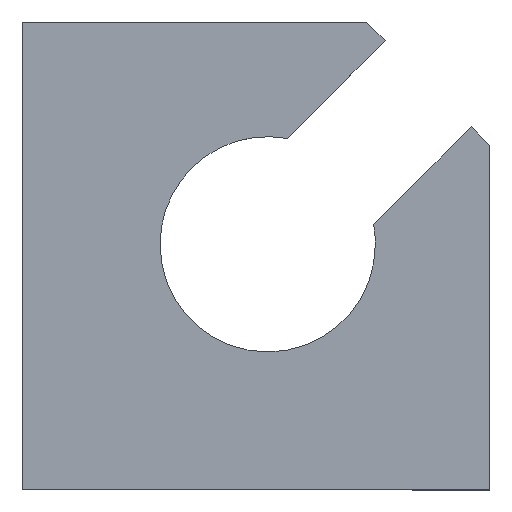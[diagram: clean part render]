
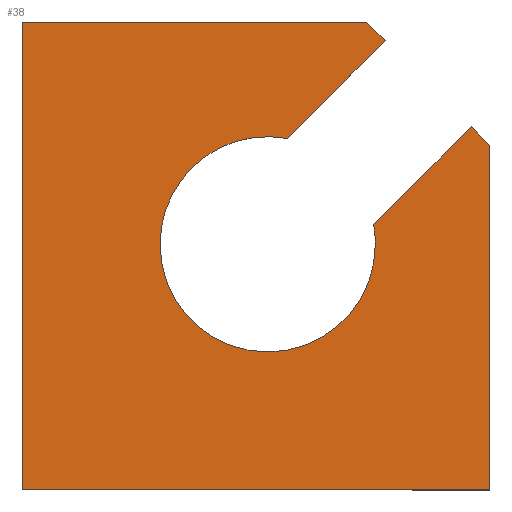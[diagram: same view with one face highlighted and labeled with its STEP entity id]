
A CAD part, top view. The second image highlights one B-rep face of the part: STEP entity #38.
In plain terms, the highlighted planar face has unit normal (0, 0, 1).
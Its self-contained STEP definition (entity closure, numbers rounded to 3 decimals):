
#6 = EDGE_CURVE ( 'NONE', #124, #465, #57, .T. ) ;
#8 = CIRCLE ( 'NONE', #21, 11.5 ) ;
#10 = ORIENTED_EDGE ( 'NONE', *, *, #142, .F. ) ;
#21 = AXIS2_PLACEMENT_3D ( 'NONE', #175, #435, #392 ) ;
#23 = LINE ( 'NONE', #451, #441 ) ;
#25 = EDGE_CURVE ( 'NONE', #137, #380, #366, .T. ) ;
#27 = CARTESIAN_POINT ( 'NONE',  ( -11.5, 0., 1. ) ) ;
#28 = LINE ( 'NONE', #400, #288 ) ;
#32 = CARTESIAN_POINT ( 'NONE',  ( -26.25, -26.25, 1. ) ) ;
#36 = VERTEX_POINT ( 'NONE', #354 ) ;
#38 = ADVANCED_FACE ( 'NONE', ( #390 ), #44, .T. ) ;
#44 = PLANE ( 'NONE',  #108 ) ;
#57 = LINE ( 'NONE', #69, #330 ) ;
#69 = CARTESIAN_POINT ( 'NONE',  ( 10.558, 23.75, 1. ) ) ;
#72 = ORIENTED_EDGE ( 'NONE', *, *, #6, .F. ) ;
#73 = CARTESIAN_POINT ( 'NONE',  ( 23.75, 10.558, 1. ) ) ;
#90 = CARTESIAN_POINT ( 'NONE',  ( 21.75, 12.558, 1. ) ) ;
#98 = CIRCLE ( 'NONE', #231, 11.5 ) ;
#108 = AXIS2_PLACEMENT_3D ( 'NONE', #150, #110, #244 ) ;
#110 = DIRECTION ( 'NONE',  ( 0., 0., 1. ) ) ;
#112 = LINE ( 'NONE', #319, #221 ) ;
#120 = EDGE_CURVE ( 'NONE', #409, #123, #149, .T. ) ;
#123 = VERTEX_POINT ( 'NONE', #318 ) ;
#124 = VERTEX_POINT ( 'NONE', #360 ) ;
#136 = VERTEX_POINT ( 'NONE', #161 ) ;
#137 = VERTEX_POINT ( 'NONE', #417 ) ;
#142 = EDGE_CURVE ( 'NONE', #357, #137, #458, .T. ) ;
#149 = CIRCLE ( 'NONE', #381, 11.5 ) ;
#150 = CARTESIAN_POINT ( 'NONE',  ( -1.491, -1.491, 1. ) ) ;
#153 = ORIENTED_EDGE ( 'NONE', *, *, #316, .F. ) ;
#154 = VERTEX_POINT ( 'NONE', #90 ) ;
#157 = DIRECTION ( 'NONE',  ( 0., 0., -1. ) ) ;
#161 = CARTESIAN_POINT ( 'NONE',  ( 11.5, 0., 1. ) ) ;
#163 = CARTESIAN_POINT ( 'NONE',  ( 23.75, 10.558, 1. ) ) ;
#175 = CARTESIAN_POINT ( 'NONE',  ( 0., 0., 1. ) ) ;
#180 = DIRECTION ( 'NONE',  ( -0.707, -0.707, 0. ) ) ;
#193 = DIRECTION ( 'NONE',  ( 0., 0., -1. ) ) ;
#220 = EDGE_CURVE ( 'NONE', #154, #357, #389, .T. ) ;
#221 = VECTOR ( 'NONE', #180, 1000. ) ;
#224 = CARTESIAN_POINT ( 'NONE',  ( 0., 0., 1. ) ) ;
#229 = VECTOR ( 'NONE', #278, 1000. ) ;
#230 = EDGE_CURVE ( 'NONE', #465, #36, #28, .T. ) ;
#231 = AXIS2_PLACEMENT_3D ( 'NONE', #411, #157, #255 ) ;
#239 = CARTESIAN_POINT ( 'NONE',  ( 10.558, 23.75, 1. ) ) ;
#243 = ORIENTED_EDGE ( 'NONE', *, *, #25, .F. ) ;
#244 = DIRECTION ( 'NONE',  ( 0., -1., 0. ) ) ;
#246 = VECTOR ( 'NONE', #299, 1000. ) ;
#255 = DIRECTION ( 'NONE',  ( -1., 0., 0. ) ) ;
#263 = DIRECTION ( 'NONE',  ( -1., 0., 0. ) ) ;
#266 = EDGE_CURVE ( 'NONE', #36, #123, #112, .T. ) ;
#274 = ORIENTED_EDGE ( 'NONE', *, *, #266, .F. ) ;
#278 = DIRECTION ( 'NONE',  ( -1., 0., 0. ) ) ;
#288 = VECTOR ( 'NONE', #434, 1000. ) ;
#292 = CARTESIAN_POINT ( 'NONE',  ( -26.25, 23.75, 1. ) ) ;
#299 = DIRECTION ( 'NONE',  ( 0., -1., 0. ) ) ;
#303 = ORIENTED_EDGE ( 'NONE', *, *, #333, .F. ) ;
#306 = EDGE_CURVE ( 'NONE', #136, #409, #98, .T. ) ;
#308 = VECTOR ( 'NONE', #352, 1000. ) ;
#312 = CARTESIAN_POINT ( 'NONE',  ( -26.25, -26.25, 1. ) ) ;
#316 = EDGE_CURVE ( 'NONE', #380, #124, #408, .T. ) ;
#318 = CARTESIAN_POINT ( 'NONE',  ( 2.112, 11.304, 1. ) ) ;
#319 = CARTESIAN_POINT ( 'NONE',  ( 2.112, 11.304, 1. ) ) ;
#330 = VECTOR ( 'NONE', #349, 1000. ) ;
#333 = EDGE_CURVE ( 'NONE', #373, #154, #23, .T. ) ;
#336 = CARTESIAN_POINT ( 'NONE',  ( 23.75, -26.25, 1. ) ) ;
#349 = DIRECTION ( 'NONE',  ( 1., 0., 0. ) ) ;
#351 = ORIENTED_EDGE ( 'NONE', *, *, #120, .T. ) ;
#352 = DIRECTION ( 'NONE',  ( 0.707, -0.707, 0. ) ) ;
#354 = CARTESIAN_POINT ( 'NONE',  ( 12.558, 21.75, 1. ) ) ;
#357 = VERTEX_POINT ( 'NONE', #163 ) ;
#360 = CARTESIAN_POINT ( 'NONE',  ( -26.25, 23.75, 1. ) ) ;
#366 = LINE ( 'NONE', #32, #229 ) ;
#373 = VERTEX_POINT ( 'NONE', #387 ) ;
#380 = VERTEX_POINT ( 'NONE', #312 ) ;
#381 = AXIS2_PLACEMENT_3D ( 'NONE', #224, #193, #263 ) ;
#387 = CARTESIAN_POINT ( 'NONE',  ( 11.304, 2.112, 1. ) ) ;
#389 = LINE ( 'NONE', #73, #308 ) ;
#390 = FACE_OUTER_BOUND ( 'NONE', #432, .T. ) ;
#392 = DIRECTION ( 'NONE',  ( -1., 0., 0. ) ) ;
#400 = CARTESIAN_POINT ( 'NONE',  ( 12.558, 21.75, 1. ) ) ;
#401 = VECTOR ( 'NONE', #448, 1000. ) ;
#402 = ORIENTED_EDGE ( 'NONE', *, *, #306, .T. ) ;
#405 = ORIENTED_EDGE ( 'NONE', *, *, #220, .F. ) ;
#408 = LINE ( 'NONE', #292, #401 ) ;
#409 = VERTEX_POINT ( 'NONE', #27 ) ;
#411 = CARTESIAN_POINT ( 'NONE',  ( 0., 0., 1. ) ) ;
#417 = CARTESIAN_POINT ( 'NONE',  ( 23.75, -26.25, 1. ) ) ;
#432 = EDGE_LOOP ( 'NONE', ( #453, #72, #153, #243, #10, #405, #303, #471, #402, #351, #274 ) ) ;
#434 = DIRECTION ( 'NONE',  ( 0.707, -0.707, 0. ) ) ;
#435 = DIRECTION ( 'NONE',  ( 0., 0., -1. ) ) ;
#441 = VECTOR ( 'NONE', #444, 1000. ) ;
#444 = DIRECTION ( 'NONE',  ( 0.707, 0.707, 0. ) ) ;
#448 = DIRECTION ( 'NONE',  ( 0., 1., 0. ) ) ;
#451 = CARTESIAN_POINT ( 'NONE',  ( 21.75, 12.558, 1. ) ) ;
#453 = ORIENTED_EDGE ( 'NONE', *, *, #230, .F. ) ;
#458 = LINE ( 'NONE', #336, #246 ) ;
#461 = EDGE_CURVE ( 'NONE', #373, #136, #8, .T. ) ;
#465 = VERTEX_POINT ( 'NONE', #239 ) ;
#471 = ORIENTED_EDGE ( 'NONE', *, *, #461, .T. ) ;
